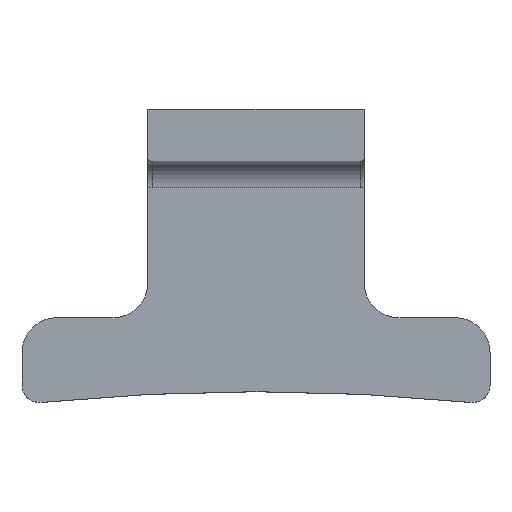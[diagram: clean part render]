
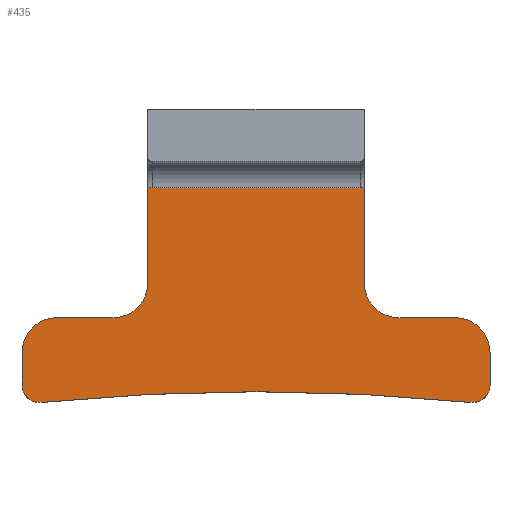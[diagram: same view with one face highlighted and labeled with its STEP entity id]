
A CAD part, top view. The second image highlights one B-rep face of the part: STEP entity #435.
In plain terms, the highlighted planar face has unit normal (0, 0, 1).
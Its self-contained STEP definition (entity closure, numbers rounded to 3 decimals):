
#17=PLANE('',#479);
#29=LINE('',#681,#67);
#30=LINE('',#699,#68);
#31=LINE('',#703,#69);
#32=LINE('',#707,#70);
#33=LINE('',#715,#71);
#34=LINE('',#719,#72);
#35=LINE('',#722,#73);
#67=VECTOR('',#534,10.);
#68=VECTOR('',#543,10.);
#69=VECTOR('',#546,10.);
#70=VECTOR('',#549,10.);
#71=VECTOR('',#556,10.);
#72=VECTOR('',#559,10.);
#73=VECTOR('',#562,10.);
#118=FACE_OUTER_BOUND('',#142,.T.);
#142=EDGE_LOOP('',(#312,#313,#314,#315,#316,#317,#318,#319,#320,#321,#322,
#323,#324,#325,#326,#327));
#169=CIRCLE('',#473,3.5);
#172=CIRCLE('',#478,3.5);
#173=CIRCLE('',#480,4.);
#174=CIRCLE('',#481,4.);
#175=CIRCLE('',#482,2.);
#176=CIRCLE('',#483,250.);
#177=CIRCLE('',#484,2.);
#178=CIRCLE('',#485,4.);
#179=CIRCLE('',#486,4.);
#192=VERTEX_POINT('',#659);
#195=VERTEX_POINT('',#664);
#196=VERTEX_POINT('',#677);
#198=VERTEX_POINT('',#683);
#200=VERTEX_POINT('',#698);
#201=VERTEX_POINT('',#700);
#202=VERTEX_POINT('',#702);
#203=VERTEX_POINT('',#704);
#204=VERTEX_POINT('',#706);
#205=VERTEX_POINT('',#708);
#206=VERTEX_POINT('',#710);
#207=VERTEX_POINT('',#712);
#208=VERTEX_POINT('',#714);
#209=VERTEX_POINT('',#716);
#210=VERTEX_POINT('',#718);
#211=VERTEX_POINT('',#720);
#238=EDGE_CURVE('',#195,#192,#169,.T.);
#241=EDGE_CURVE('',#192,#196,#29,.T.);
#244=EDGE_CURVE('',#196,#198,#172,.T.);
#245=EDGE_CURVE('',#200,#195,#30,.T.);
#246=EDGE_CURVE('',#201,#200,#173,.T.);
#247=EDGE_CURVE('',#202,#201,#31,.T.);
#248=EDGE_CURVE('',#203,#202,#174,.T.);
#249=EDGE_CURVE('',#204,#203,#32,.T.);
#250=EDGE_CURVE('',#205,#204,#175,.T.);
#251=EDGE_CURVE('',#206,#205,#176,.T.);
#252=EDGE_CURVE('',#207,#206,#177,.T.);
#253=EDGE_CURVE('',#208,#207,#33,.T.);
#254=EDGE_CURVE('',#209,#208,#178,.T.);
#255=EDGE_CURVE('',#210,#209,#34,.T.);
#256=EDGE_CURVE('',#211,#210,#179,.T.);
#257=EDGE_CURVE('',#198,#211,#35,.T.);
#312=ORIENTED_EDGE('',*,*,#244,.F.);
#313=ORIENTED_EDGE('',*,*,#241,.F.);
#314=ORIENTED_EDGE('',*,*,#238,.F.);
#315=ORIENTED_EDGE('',*,*,#245,.F.);
#316=ORIENTED_EDGE('',*,*,#246,.F.);
#317=ORIENTED_EDGE('',*,*,#247,.F.);
#318=ORIENTED_EDGE('',*,*,#248,.F.);
#319=ORIENTED_EDGE('',*,*,#249,.F.);
#320=ORIENTED_EDGE('',*,*,#250,.F.);
#321=ORIENTED_EDGE('',*,*,#251,.F.);
#322=ORIENTED_EDGE('',*,*,#252,.F.);
#323=ORIENTED_EDGE('',*,*,#253,.F.);
#324=ORIENTED_EDGE('',*,*,#254,.F.);
#325=ORIENTED_EDGE('',*,*,#255,.F.);
#326=ORIENTED_EDGE('',*,*,#256,.F.);
#327=ORIENTED_EDGE('',*,*,#257,.F.);
#435=ADVANCED_FACE('',(#118),#17,.T.);
#473=AXIS2_PLACEMENT_3D('',#675,#527,#528);
#478=AXIS2_PLACEMENT_3D('',#696,#539,#540);
#479=AXIS2_PLACEMENT_3D('',#697,#541,#542);
#480=AXIS2_PLACEMENT_3D('',#701,#544,#545);
#481=AXIS2_PLACEMENT_3D('',#705,#547,#548);
#482=AXIS2_PLACEMENT_3D('',#709,#550,#551);
#483=AXIS2_PLACEMENT_3D('',#711,#552,#553);
#484=AXIS2_PLACEMENT_3D('',#713,#554,#555);
#485=AXIS2_PLACEMENT_3D('',#717,#557,#558);
#486=AXIS2_PLACEMENT_3D('',#721,#560,#561);
#527=DIRECTION('center_axis',(0.,0.,1.));
#528=DIRECTION('ref_axis',(-0.707,-0.707,0.));
#534=DIRECTION('',(1.,0.,0.));
#539=DIRECTION('center_axis',(0.,0.,1.));
#540=DIRECTION('ref_axis',(0.707,-0.707,0.));
#541=DIRECTION('center_axis',(0.,0.,1.));
#542=DIRECTION('ref_axis',(0.,-1.,0.));
#543=DIRECTION('',(0.,1.,0.));
#544=DIRECTION('center_axis',(0.,0.,1.));
#545=DIRECTION('ref_axis',(0.707,-0.707,0.));
#546=DIRECTION('',(1.,0.,0.));
#547=DIRECTION('center_axis',(0.,0.,-1.));
#548=DIRECTION('ref_axis',(-0.707,0.707,0.));
#549=DIRECTION('',(0.,1.,0.));
#550=DIRECTION('center_axis',(0.,0.,-1.));
#551=DIRECTION('ref_axis',(-0.671,-0.741,0.));
#552=DIRECTION('center_axis',(0.,0.,1.));
#553=DIRECTION('ref_axis',(-0.108,-0.994,0.));
#554=DIRECTION('center_axis',(0.,0.,-1.));
#555=DIRECTION('ref_axis',(0.671,-0.741,0.));
#556=DIRECTION('',(0.,-1.,0.));
#557=DIRECTION('center_axis',(0.,0.,-1.));
#558=DIRECTION('ref_axis',(0.707,0.707,0.));
#559=DIRECTION('',(1.,0.,0.));
#560=DIRECTION('center_axis',(0.,0.,1.));
#561=DIRECTION('ref_axis',(-0.707,-0.707,0.));
#562=DIRECTION('',(0.,-1.,0.));
#659=CARTESIAN_POINT('',(-12.,-9.,5.5));
#664=CARTESIAN_POINT('',(-12.5,-8.964,5.5));
#675=CARTESIAN_POINT('Origin',(-12.,-5.5,5.5));
#677=CARTESIAN_POINT('',(12.,-9.,5.5));
#681=CARTESIAN_POINT('',(0.,-9.,5.5));
#683=CARTESIAN_POINT('',(12.5,-8.964,5.5));
#696=CARTESIAN_POINT('Origin',(12.,-5.5,5.5));
#697=CARTESIAN_POINT('Origin',(0.,-6.,5.5));
#698=CARTESIAN_POINT('',(-12.5,-20.,5.5));
#699=CARTESIAN_POINT('',(-12.5,-6.,5.5));
#700=CARTESIAN_POINT('',(-16.5,-24.,5.5));
#701=CARTESIAN_POINT('Origin',(-16.5,-20.,5.5));
#702=CARTESIAN_POINT('',(-23.,-24.,5.5));
#703=CARTESIAN_POINT('',(-13.5,-24.,5.5));
#704=CARTESIAN_POINT('',(-27.,-28.,5.5));
#705=CARTESIAN_POINT('Origin',(-23.,-28.,5.5));
#706=CARTESIAN_POINT('',(-27.,-31.781,5.5));
#707=CARTESIAN_POINT('',(-27.,-31.5,5.5));
#708=CARTESIAN_POINT('',(-24.802,-33.771,5.5));
#709=CARTESIAN_POINT('Origin',(-25.,-31.781,5.5));
#710=CARTESIAN_POINT('',(24.802,-33.771,5.5));
#711=CARTESIAN_POINT('Origin',(0.,-282.538,5.5));
#712=CARTESIAN_POINT('',(27.,-31.781,5.5));
#713=CARTESIAN_POINT('Origin',(25.,-31.781,5.5));
#714=CARTESIAN_POINT('',(27.,-28.,5.5));
#715=CARTESIAN_POINT('',(27.,-26.5,5.5));
#716=CARTESIAN_POINT('',(23.,-24.,5.5));
#717=CARTESIAN_POINT('Origin',(23.,-28.,5.5));
#718=CARTESIAN_POINT('',(16.5,-24.,5.5));
#719=CARTESIAN_POINT('',(-13.5,-24.,5.5));
#720=CARTESIAN_POINT('',(12.5,-20.,5.5));
#721=CARTESIAN_POINT('Origin',(16.5,-20.,5.5));
#722=CARTESIAN_POINT('',(12.5,-6.,5.5));
